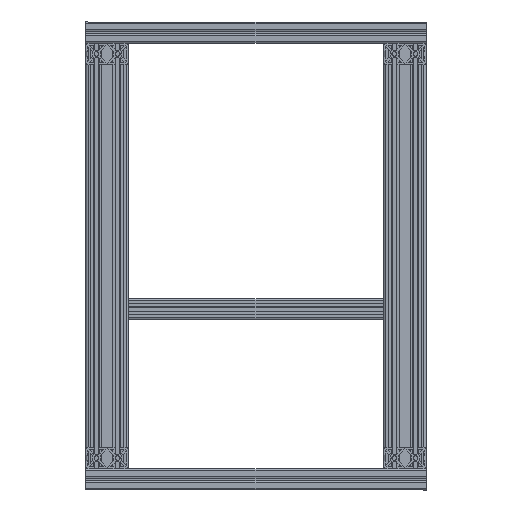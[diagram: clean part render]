
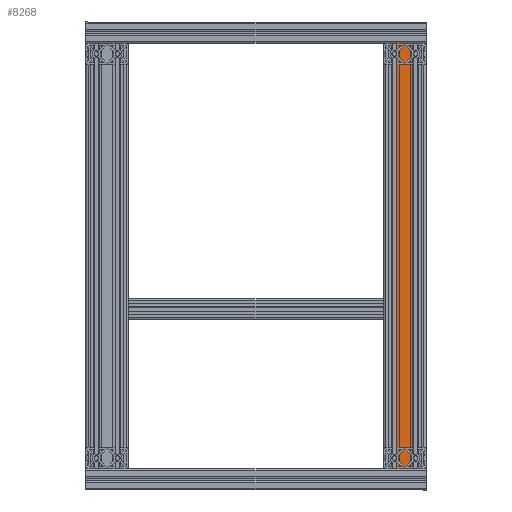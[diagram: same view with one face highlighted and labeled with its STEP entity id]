
A CAD part, front view. The second image highlights one B-rep face of the part: STEP entity #8268.
In plain terms, the highlighted planar face has unit normal (0, -1, 0).
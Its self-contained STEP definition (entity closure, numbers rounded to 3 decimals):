
#285=FACE_OUTER_BOUND('',#717,.T.);
#717=EDGE_LOOP('',(#5665,#5666,#5667,#5668));
#1144=LINE('',#11955,#2099);
#1246=LINE('',#12245,#2201);
#1248=LINE('',#12249,#2203);
#1249=LINE('',#12250,#2204);
#2099=VECTOR('',#9497,10.);
#2201=VECTOR('',#9749,10.);
#2203=VECTOR('',#9753,10.);
#2204=VECTOR('',#9754,1000.);
#3361=VERTEX_POINT('',#11952);
#3362=VERTEX_POINT('',#11954);
#3475=VERTEX_POINT('',#12244);
#3476=VERTEX_POINT('',#12248);
#4199=EDGE_CURVE('',#3361,#3362,#1144,.T.);
#4344=EDGE_CURVE('',#3475,#3362,#1246,.T.);
#4346=EDGE_CURVE('',#3476,#3361,#1248,.T.);
#4347=EDGE_CURVE('',#3475,#3476,#1249,.T.);
#5665=ORIENTED_EDGE('',*,*,#4346,.F.);
#5666=ORIENTED_EDGE('',*,*,#4347,.F.);
#5667=ORIENTED_EDGE('',*,*,#4344,.T.);
#5668=ORIENTED_EDGE('',*,*,#4199,.F.);
#7978=PLANE('',#8808);
#8268=ADVANCED_FACE('',(#285),#7978,.F.);
#8808=AXIS2_PLACEMENT_3D('',#12247,#9751,#9752);
#9497=DIRECTION('',(-1.,0.,0.));
#9749=DIRECTION('',(0.,0.,-1.));
#9751=DIRECTION('center_axis',(0.,1.,0.));
#9752=DIRECTION('ref_axis',(0.,0.,1.));
#9753=DIRECTION('',(0.,0.,-1.));
#9754=DIRECTION('',(1.,0.,0.));
#11952=CARTESIAN_POINT('',(7.5,-10.,-247.6));
#11954=CARTESIAN_POINT('',(-7.5,-10.,-247.6));
#11955=CARTESIAN_POINT('',(12.7,-10.,-247.6));
#12244=CARTESIAN_POINT('',(-7.5,-10.,152.4));
#12245=CARTESIAN_POINT('',(-7.5,-10.,142.4));
#12247=CARTESIAN_POINT('Origin',(7.5,-10.,152.4));
#12248=CARTESIAN_POINT('',(7.5,-10.,152.4));
#12249=CARTESIAN_POINT('',(7.5,-10.,142.4));
#12250=CARTESIAN_POINT('',(7.5,-10.,152.4));
